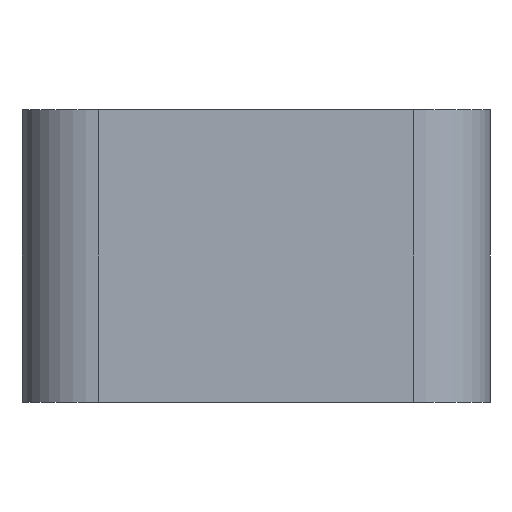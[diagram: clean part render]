
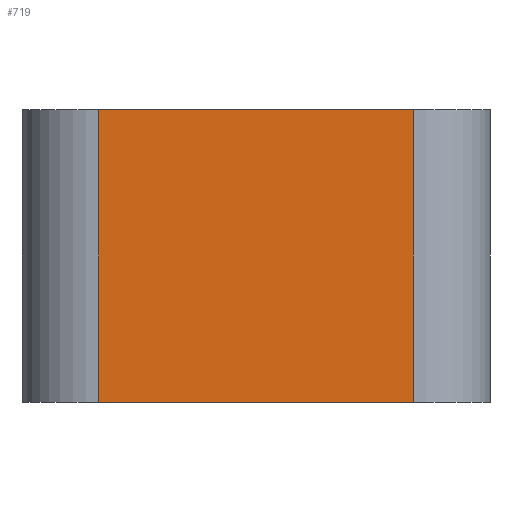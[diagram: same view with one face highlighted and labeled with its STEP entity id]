
A CAD part, left-side view. The second image highlights one B-rep face of the part: STEP entity #719.
In plain terms, the highlighted planar face has unit normal (-1, 0, 0).
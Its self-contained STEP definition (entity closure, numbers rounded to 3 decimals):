
#41 = CARTESIAN_POINT ( 'NONE',  ( -38.1, -6.125, 5.7 ) ) ;
#81 = AXIS2_PLACEMENT_3D ( 'NONE', #703, #356, #833 ) ;
#93 = VERTEX_POINT ( 'NONE', #41 ) ;
#124 = EDGE_CURVE ( 'NONE', #849, #253, #306, .T. ) ;
#166 = CARTESIAN_POINT ( 'NONE',  ( -38.1, -6.125, -5.7 ) ) ;
#170 = VERTEX_POINT ( 'NONE', #166 ) ;
#176 = CARTESIAN_POINT ( 'NONE',  ( -38.1, -6.125, 5.7 ) ) ;
#191 = ORIENTED_EDGE ( 'NONE', *, *, #285, .F. ) ;
#200 = ORIENTED_EDGE ( 'NONE', *, *, #652, .T. ) ;
#205 = CARTESIAN_POINT ( 'NONE',  ( -38.1, 6.125, 5.7 ) ) ;
#223 = ORIENTED_EDGE ( 'NONE', *, *, #510, .T. ) ;
#229 = DIRECTION ( 'NONE',  ( 0., -1., 0. ) ) ;
#253 = VERTEX_POINT ( 'NONE', #526 ) ;
#285 = EDGE_CURVE ( 'NONE', #849, #93, #825, .T. ) ;
#297 = VECTOR ( 'NONE', #544, 1000. ) ;
#306 = LINE ( 'NONE', #205, #333 ) ;
#333 = VECTOR ( 'NONE', #724, 1000. ) ;
#335 = DIRECTION ( 'NONE',  ( 0., -1., 0. ) ) ;
#342 = EDGE_LOOP ( 'NONE', ( #223, #200, #191, #752 ) ) ;
#356 = DIRECTION ( 'NONE',  ( 1., 0., 0. ) ) ;
#408 = PLANE ( 'NONE',  #81 ) ;
#428 = VECTOR ( 'NONE', #229, 1000. ) ;
#485 = VECTOR ( 'NONE', #335, 1000. ) ;
#510 = EDGE_CURVE ( 'NONE', #253, #170, #868, .T. ) ;
#526 = CARTESIAN_POINT ( 'NONE',  ( -38.1, 6.125, -5.7 ) ) ;
#531 = CARTESIAN_POINT ( 'NONE',  ( -38.1, -9.125, 5.7 ) ) ;
#544 = DIRECTION ( 'NONE',  ( 0., 0., 1. ) ) ;
#584 = CARTESIAN_POINT ( 'NONE',  ( -38.1, -9.125, -5.7 ) ) ;
#616 = LINE ( 'NONE', #176, #297 ) ;
#652 = EDGE_CURVE ( 'NONE', #170, #93, #616, .T. ) ;
#703 = CARTESIAN_POINT ( 'NONE',  ( -38.1, -9.125, 5.7 ) ) ;
#719 = ADVANCED_FACE ( 'NONE', ( #915 ), #408, .F. ) ;
#724 = DIRECTION ( 'NONE',  ( 0., 0., -1. ) ) ;
#752 = ORIENTED_EDGE ( 'NONE', *, *, #124, .T. ) ;
#825 = LINE ( 'NONE', #531, #485 ) ;
#833 = DIRECTION ( 'NONE',  ( 0., 0., -1. ) ) ;
#838 = CARTESIAN_POINT ( 'NONE',  ( -38.1, 6.125, 5.7 ) ) ;
#849 = VERTEX_POINT ( 'NONE', #838 ) ;
#868 = LINE ( 'NONE', #584, #428 ) ;
#915 = FACE_OUTER_BOUND ( 'NONE', #342, .T. ) ;
